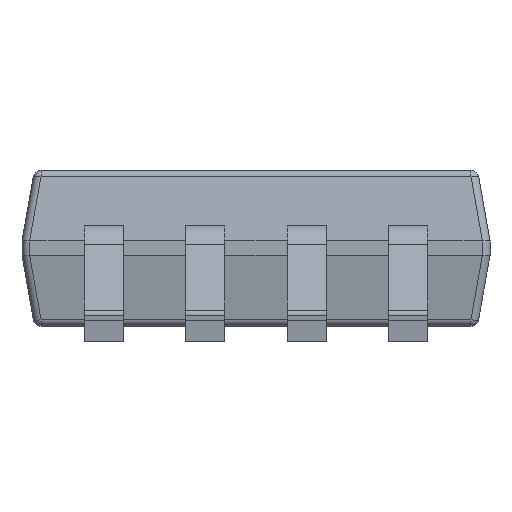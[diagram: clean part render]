
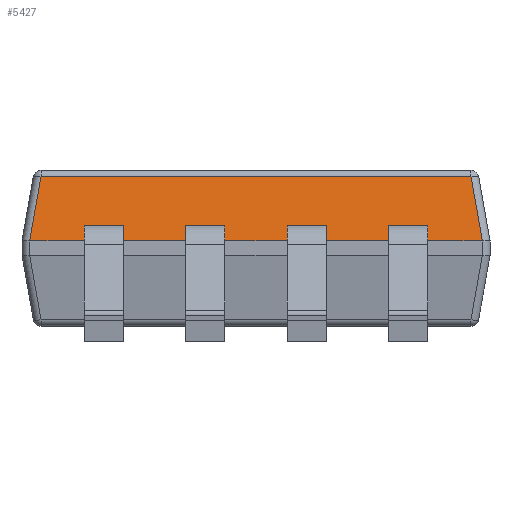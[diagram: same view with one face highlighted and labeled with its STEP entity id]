
A CAD part, left-side view. The second image highlights one B-rep face of the part: STEP entity #5427.
In plain terms, the highlighted planar face has unit normal (-0.985, 0, 0.174).
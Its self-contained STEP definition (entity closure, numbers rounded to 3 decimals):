
#27=ELLIPSE('',#5709,0.288,0.05);
#37=ELLIPSE('',#5740,0.288,0.05);
#376=FACE_OUTER_BOUND('',#670,.T.);
#670=EDGE_LOOP('',(#4345,#4346,#4347,#4348,#4349,#4350,#4351,#4352,#4353,
#4354,#4355,#4356,#4357,#4358,#4359,#4360,#4361,#4362,#4363,#4364,#4365,
#4366));
#1172=LINE('',#8178,#1826);
#1176=LINE('',#8200,#1830);
#1201=LINE('',#8306,#1855);
#1228=LINE('',#8358,#1882);
#1232=LINE('',#8366,#1886);
#1236=LINE('',#8374,#1890);
#1240=LINE('',#8382,#1894);
#1244=LINE('',#8389,#1898);
#1247=LINE('',#8400,#1901);
#1248=LINE('',#8402,#1902);
#1249=LINE('',#8403,#1903);
#1250=LINE('',#8405,#1904);
#1251=LINE('',#8407,#1905);
#1252=LINE('',#8408,#1906);
#1253=LINE('',#8410,#1907);
#1254=LINE('',#8412,#1908);
#1255=LINE('',#8413,#1909);
#1256=LINE('',#8415,#1910);
#1257=LINE('',#8417,#1911);
#1258=LINE('',#8418,#1912);
#1826=VECTOR('',#6658,2.756);
#1830=VECTOR('',#6680,0.425);
#1855=VECTOR('',#6797,0.425);
#1882=VECTOR('',#6840,0.35);
#1886=VECTOR('',#6844,0.4);
#1890=VECTOR('',#6848,0.4);
#1894=VECTOR('',#6852,0.4);
#1898=VECTOR('',#6856,0.35);
#1901=VECTOR('',#6873,0.103);
#1902=VECTOR('',#6874,0.25);
#1903=VECTOR('',#6875,0.103);
#1904=VECTOR('',#6876,0.103);
#1905=VECTOR('',#6877,0.25);
#1906=VECTOR('',#6878,0.103);
#1907=VECTOR('',#6879,0.103);
#1908=VECTOR('',#6880,0.25);
#1909=VECTOR('',#6881,0.103);
#1910=VECTOR('',#6882,0.103);
#1911=VECTOR('',#6883,0.25);
#1912=VECTOR('',#6884,0.103);
#2348=VERTEX_POINT('',#8168);
#2349=VERTEX_POINT('',#8172);
#2359=VERTEX_POINT('',#8199);
#2373=VERTEX_POINT('',#8230);
#2389=VERTEX_POINT('',#8291);
#2394=VERTEX_POINT('',#8301);
#2411=VERTEX_POINT('',#8357);
#2414=VERTEX_POINT('',#8363);
#2415=VERTEX_POINT('',#8365);
#2418=VERTEX_POINT('',#8371);
#2419=VERTEX_POINT('',#8373);
#2422=VERTEX_POINT('',#8379);
#2423=VERTEX_POINT('',#8381);
#2426=VERTEX_POINT('',#8387);
#2427=VERTEX_POINT('',#8399);
#2428=VERTEX_POINT('',#8401);
#2429=VERTEX_POINT('',#8404);
#2430=VERTEX_POINT('',#8406);
#2431=VERTEX_POINT('',#8409);
#2432=VERTEX_POINT('',#8411);
#2433=VERTEX_POINT('',#8414);
#2434=VERTEX_POINT('',#8416);
#2988=EDGE_CURVE('',#2349,#2348,#1172,.T.);
#2998=EDGE_CURVE('',#2359,#2349,#1176,.T.);
#3013=EDGE_CURVE('',#2373,#2359,#27,.T.);
#3051=EDGE_CURVE('',#2394,#2389,#37,.T.);
#3053=EDGE_CURVE('',#2348,#2394,#1201,.T.);
#3080=EDGE_CURVE('',#2411,#2389,#1228,.T.);
#3084=EDGE_CURVE('',#2415,#2414,#1232,.T.);
#3088=EDGE_CURVE('',#2419,#2418,#1236,.T.);
#3092=EDGE_CURVE('',#2423,#2422,#1240,.T.);
#3096=EDGE_CURVE('',#2373,#2426,#1244,.T.);
#3099=EDGE_CURVE('',#2427,#2426,#1247,.T.);
#3100=EDGE_CURVE('',#2427,#2428,#1248,.F.);
#3101=EDGE_CURVE('',#2423,#2428,#1249,.T.);
#3102=EDGE_CURVE('',#2429,#2422,#1250,.T.);
#3103=EDGE_CURVE('',#2430,#2429,#1251,.T.);
#3104=EDGE_CURVE('',#2419,#2430,#1252,.T.);
#3105=EDGE_CURVE('',#2431,#2418,#1253,.T.);
#3106=EDGE_CURVE('',#2432,#2431,#1254,.T.);
#3107=EDGE_CURVE('',#2415,#2432,#1255,.T.);
#3108=EDGE_CURVE('',#2433,#2414,#1256,.T.);
#3109=EDGE_CURVE('',#2434,#2433,#1257,.T.);
#3110=EDGE_CURVE('',#2411,#2434,#1258,.T.);
#4345=ORIENTED_EDGE('',*,*,#3013,.F.);
#4346=ORIENTED_EDGE('',*,*,#3096,.T.);
#4347=ORIENTED_EDGE('',*,*,#3099,.F.);
#4348=ORIENTED_EDGE('',*,*,#3100,.T.);
#4349=ORIENTED_EDGE('',*,*,#3101,.F.);
#4350=ORIENTED_EDGE('',*,*,#3092,.T.);
#4351=ORIENTED_EDGE('',*,*,#3102,.F.);
#4352=ORIENTED_EDGE('',*,*,#3103,.F.);
#4353=ORIENTED_EDGE('',*,*,#3104,.F.);
#4354=ORIENTED_EDGE('',*,*,#3088,.T.);
#4355=ORIENTED_EDGE('',*,*,#3105,.F.);
#4356=ORIENTED_EDGE('',*,*,#3106,.F.);
#4357=ORIENTED_EDGE('',*,*,#3107,.F.);
#4358=ORIENTED_EDGE('',*,*,#3084,.T.);
#4359=ORIENTED_EDGE('',*,*,#3108,.F.);
#4360=ORIENTED_EDGE('',*,*,#3109,.F.);
#4361=ORIENTED_EDGE('',*,*,#3110,.F.);
#4362=ORIENTED_EDGE('',*,*,#3080,.T.);
#4363=ORIENTED_EDGE('',*,*,#3051,.F.);
#4364=ORIENTED_EDGE('',*,*,#3053,.F.);
#4365=ORIENTED_EDGE('',*,*,#2988,.F.);
#4366=ORIENTED_EDGE('',*,*,#2998,.F.);
#4976=PLANE('',#5756);
#5427=ADVANCED_FACE('',(#376),#4976,.T.);
#5709=AXIS2_PLACEMENT_3D('',#8232,#6711,#6712);
#5740=AXIS2_PLACEMENT_3D('',#8303,#6792,#6793);
#5756=AXIS2_PLACEMENT_3D('',#8398,#6871,#6872);
#6658=DIRECTION('',(0.,-1.,0.));
#6680=DIRECTION('',(0.171,-0.171,0.97));
#6711=DIRECTION('center_axis',(0.985,0.,-0.174));
#6712=DIRECTION('ref_axis',(-0.174,0.,-0.985));
#6792=DIRECTION('center_axis',(0.985,0.,-0.174));
#6793=DIRECTION('ref_axis',(-0.174,0.,-0.985));
#6797=DIRECTION('',(-0.171,-0.171,-0.97));
#6840=DIRECTION('',(0.,-1.,0.));
#6844=DIRECTION('',(0.,-1.,0.));
#6848=DIRECTION('',(0.,-1.,0.));
#6852=DIRECTION('',(0.,-1.,0.));
#6856=DIRECTION('',(0.,-1.,0.));
#6871=DIRECTION('center_axis',(-0.985,0.,0.174));
#6872=DIRECTION('ref_axis',(0.174,0.,0.985));
#6873=DIRECTION('',(-0.174,0.,-0.985));
#6874=DIRECTION('',(0.,1.,0.));
#6875=DIRECTION('',(0.174,0.,0.985));
#6876=DIRECTION('',(-0.174,0.,-0.985));
#6877=DIRECTION('',(0.,1.,0.));
#6878=DIRECTION('',(0.174,0.,0.985));
#6879=DIRECTION('',(-0.174,0.,-0.985));
#6880=DIRECTION('',(0.,1.,0.));
#6881=DIRECTION('',(0.174,0.,0.985));
#6882=DIRECTION('',(-0.174,0.,-0.985));
#6883=DIRECTION('',(0.,1.,0.));
#6884=DIRECTION('',(0.174,0.,0.985));
#8168=CARTESIAN_POINT('',(-1.377,-1.378,1.059));
#8172=CARTESIAN_POINT('',(-1.377,1.378,1.059));
#8178=CARTESIAN_POINT('',(-1.377,0.,1.059));
#8199=CARTESIAN_POINT('',(-1.45,1.451,0.646));
#8200=CARTESIAN_POINT('',(-1.38,1.381,1.043));
#8230=CARTESIAN_POINT('',(-1.45,1.45,0.646));
#8232=CARTESIAN_POINT('Origin',(-1.4,1.45,0.93));
#8291=CARTESIAN_POINT('',(-1.45,-1.45,0.646));
#8301=CARTESIAN_POINT('',(-1.45,-1.451,0.646));
#8303=CARTESIAN_POINT('Origin',(-1.4,-1.45,0.93));
#8306=CARTESIAN_POINT('',(-1.38,-1.381,1.043));
#8357=CARTESIAN_POINT('',(-1.45,-1.1,0.646));
#8358=CARTESIAN_POINT('',(-1.45,0.,0.646));
#8363=CARTESIAN_POINT('',(-1.45,-0.85,0.646));
#8365=CARTESIAN_POINT('',(-1.45,-0.45,0.646));
#8366=CARTESIAN_POINT('',(-1.45,0.,0.646));
#8371=CARTESIAN_POINT('',(-1.45,-0.2,0.646));
#8373=CARTESIAN_POINT('',(-1.45,0.2,0.646));
#8374=CARTESIAN_POINT('',(-1.45,0.,0.646));
#8379=CARTESIAN_POINT('',(-1.45,0.45,0.646));
#8381=CARTESIAN_POINT('',(-1.45,0.85,0.646));
#8382=CARTESIAN_POINT('',(-1.45,0.,0.646));
#8387=CARTESIAN_POINT('',(-1.45,1.1,0.646));
#8389=CARTESIAN_POINT('',(-1.45,0.,0.646));
#8398=CARTESIAN_POINT('Origin',(-1.41,0.,0.873));
#8399=CARTESIAN_POINT('',(-1.432,1.1,0.747));
#8400=CARTESIAN_POINT('',(-1.419,1.1,0.825));
#8401=CARTESIAN_POINT('',(-1.432,0.85,0.747));
#8402=CARTESIAN_POINT('',(-1.432,0.975,0.747));
#8403=CARTESIAN_POINT('',(-1.419,0.85,0.825));
#8404=CARTESIAN_POINT('',(-1.432,0.45,0.747));
#8405=CARTESIAN_POINT('',(-1.419,0.45,0.825));
#8406=CARTESIAN_POINT('',(-1.432,0.2,0.747));
#8407=CARTESIAN_POINT('',(-1.432,0.325,0.747));
#8408=CARTESIAN_POINT('',(-1.419,0.2,0.825));
#8409=CARTESIAN_POINT('',(-1.432,-0.2,0.747));
#8410=CARTESIAN_POINT('',(-1.419,-0.2,0.825));
#8411=CARTESIAN_POINT('',(-1.432,-0.45,0.747));
#8412=CARTESIAN_POINT('',(-1.432,-0.325,0.747));
#8413=CARTESIAN_POINT('',(-1.419,-0.45,0.825));
#8414=CARTESIAN_POINT('',(-1.432,-0.85,0.747));
#8415=CARTESIAN_POINT('',(-1.419,-0.85,0.825));
#8416=CARTESIAN_POINT('',(-1.432,-1.1,0.747));
#8417=CARTESIAN_POINT('',(-1.432,-0.975,0.747));
#8418=CARTESIAN_POINT('',(-1.419,-1.1,0.825));
